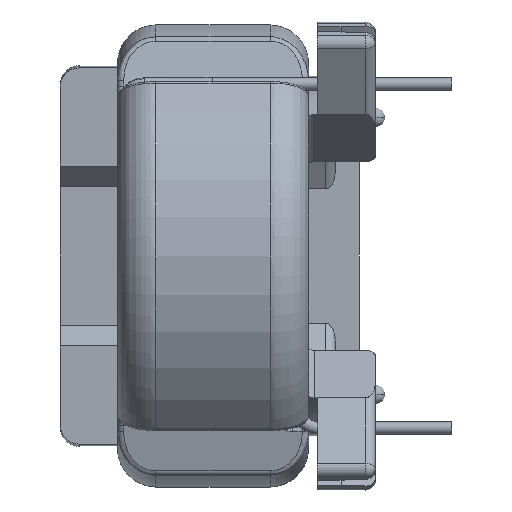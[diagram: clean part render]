
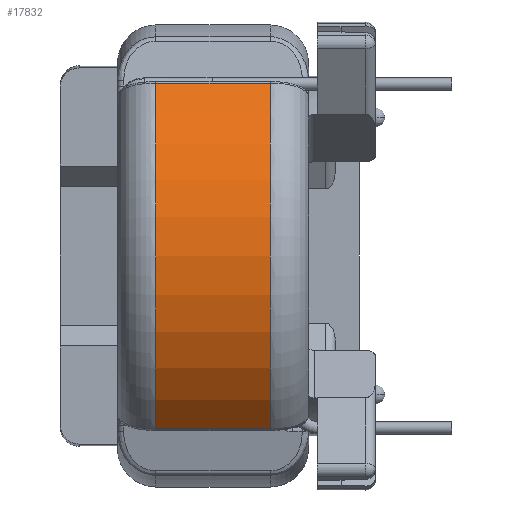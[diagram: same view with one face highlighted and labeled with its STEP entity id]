
A CAD part, left-side view. The second image highlights one B-rep face of the part: STEP entity #17832.
In plain terms, the highlighted cylindrical face has radius 12.25 mm (diameter 24.5 mm), a partial arc.
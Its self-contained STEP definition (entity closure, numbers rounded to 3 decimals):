
#1322 = CARTESIAN_POINT ( 'NONE',  ( 0., -3., 0. ) ) ;
#1459 = LINE ( 'NONE', #12041, #22548 ) ;
#2943 = CARTESIAN_POINT ( 'NONE',  ( -8.251, 3., -9.054 ) ) ;
#3547 = ORIENTED_EDGE ( 'NONE', *, *, #17336, .F. ) ;
#4600 = EDGE_CURVE ( 'NONE', #26429, #22363, #13264, .T. ) ;
#4853 = EDGE_LOOP ( 'NONE', ( #11687, #20474, #17061, #3547 ) ) ;
#5846 = CARTESIAN_POINT ( 'NONE',  ( -8.251, -3., 9.054 ) ) ;
#6113 = AXIS2_PLACEMENT_3D ( 'NONE', #24971, #16787, #18828 ) ;
#6539 = DIRECTION ( 'NONE',  ( 0., 0., -1. ) ) ;
#7498 = VECTOR ( 'NONE', #10018, 1000. ) ;
#7919 = AXIS2_PLACEMENT_3D ( 'NONE', #1322, #25752, #21660 ) ;
#7969 = CARTESIAN_POINT ( 'NONE',  ( 0., 5., 0. ) ) ;
#8088 = CARTESIAN_POINT ( 'NONE',  ( -8.251, 3., 9.054 ) ) ;
#9852 = DIRECTION ( 'NONE',  ( 0., -1., 0. ) ) ;
#10018 = DIRECTION ( 'NONE',  ( 0., -1., 0. ) ) ;
#10997 = LINE ( 'NONE', #22132, #7498 ) ;
#11351 = EDGE_CURVE ( 'NONE', #15271, #13887, #21589, .T. ) ;
#11687 = ORIENTED_EDGE ( 'NONE', *, *, #11351, .F. ) ;
#12041 = CARTESIAN_POINT ( 'NONE',  ( -8.251, 5., -9.054 ) ) ;
#13264 = CIRCLE ( 'NONE', #6113, 12.25 ) ;
#13887 = VERTEX_POINT ( 'NONE', #16792 ) ;
#15271 = VERTEX_POINT ( 'NONE', #5846 ) ;
#16479 = AXIS2_PLACEMENT_3D ( 'NONE', #7969, #9852, #6539 ) ;
#16787 = DIRECTION ( 'NONE',  ( 0., 1., 0. ) ) ;
#16792 = CARTESIAN_POINT ( 'NONE',  ( -8.251, -3., -9.054 ) ) ;
#17061 = ORIENTED_EDGE ( 'NONE', *, *, #4600, .F. ) ;
#17336 = EDGE_CURVE ( 'NONE', #13887, #26429, #1459, .T. ) ;
#17690 = EDGE_CURVE ( 'NONE', #22363, #15271, #10997, .T. ) ;
#17832 = ADVANCED_FACE ( 'NONE', ( #25101 ), #23811, .T. ) ;
#18828 = DIRECTION ( 'NONE',  ( 0., 0., 1. ) ) ;
#20474 = ORIENTED_EDGE ( 'NONE', *, *, #17690, .F. ) ;
#21589 = CIRCLE ( 'NONE', #7919, 12.25 ) ;
#21660 = DIRECTION ( 'NONE',  ( 0., 0., 1. ) ) ;
#22132 = CARTESIAN_POINT ( 'NONE',  ( -8.251, 5., 9.054 ) ) ;
#22363 = VERTEX_POINT ( 'NONE', #8088 ) ;
#22548 = VECTOR ( 'NONE', #24492, 1000. ) ;
#23811 = CYLINDRICAL_SURFACE ( 'NONE', #16479, 12.25 ) ;
#24492 = DIRECTION ( 'NONE',  ( 0., 1., 0. ) ) ;
#24971 = CARTESIAN_POINT ( 'NONE',  ( 0., 3., 0. ) ) ;
#25101 = FACE_OUTER_BOUND ( 'NONE', #4853, .T. ) ;
#25752 = DIRECTION ( 'NONE',  ( 0., -1., 0. ) ) ;
#26429 = VERTEX_POINT ( 'NONE', #2943 ) ;
